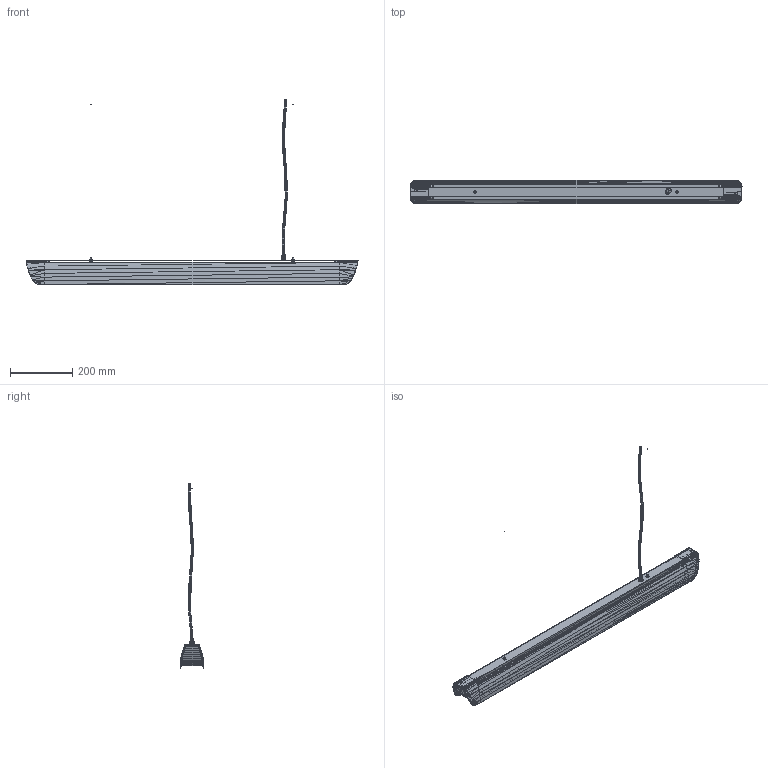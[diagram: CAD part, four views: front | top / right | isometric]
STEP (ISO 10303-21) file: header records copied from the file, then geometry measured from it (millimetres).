
FILE_DESCRIPTION (( 'STEP AP214' ), '1' );
FILE_NAME ('EAGLE LED 1000 4000K.STEP', '2018-07-14T10:09:00', ( '' ), ( '' ), 'SwSTEP 2.0', 'SolidWorks 2013', '' );
FILE_SCHEMA (( 'AUTOMOTIVE_DESIGN' ));
Length unit declared in the file: millimetre
Products named in the file (8): EAGLE LED 1000 4000K; EAGLE LED 1000 4000K-1; EAGLE LED 1000 4000K-5; EAGLE LED 1000 4000K-4; EAGLE LED 1000 4000K-3; EAGLE LED 1000 4000K-2
Assembly tree (6 placements, depth 3):
  EAGLE LED 1000 4000K
  EAGLE LED 1000 4000K
    EAGLE LED 1000 4000K-1
      EAGLE LED 1000 4000K-1
      EAGLE LED 1000 4000K-2
      EAGLE LED 1000 4000K-3
      EAGLE LED 1000 4000K-4
      EAGLE LED 1000 4000K-5
Bounding box: 1067.04 x 77 x 595.46 mm (x, y, z)
Surface area: 529297.7 mm2 (no closed solid volume)
Topology: 0 solids, 1931 shells, 6429 faces, 20606 edges, 15569 vertices
Faces by surface type: plane 3435, bspline 2994
Entity records: 322169 total; most frequent: CARTESIAN_POINT 95115, DIRECTION 25679, ORIENTED_EDGE 24811, EDGE_CURVE 20108, LINE 18793, VECTOR 18793, VERTEX_POINT 15569, UNCERTAINTY_MEASURE_WITH_UNIT 6439
